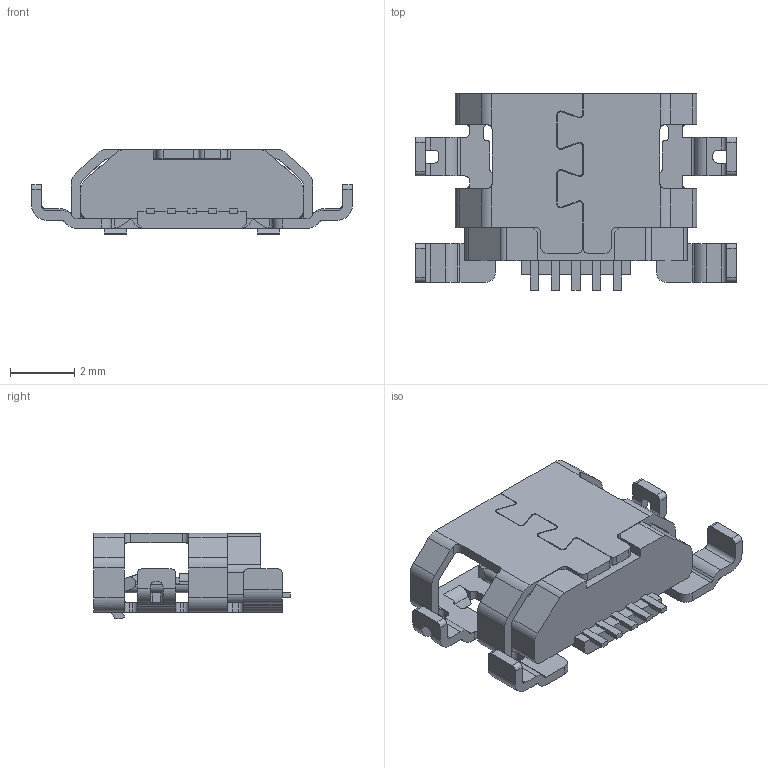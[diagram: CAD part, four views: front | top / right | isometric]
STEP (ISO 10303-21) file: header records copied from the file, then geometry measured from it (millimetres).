
FILE_DESCRIPTION(('CoCreate Modeling STEP Export'),'2;1');
FILE_NAME('010101010-298 沉板1.85 四脚插板式 无翻边.stp','2017-02-27T11:37:27',(''),(''),'CoCreate Modeling STEP processor for AP214 (Solid Model)','CoCreate Modeling 16.00 13-May-2008 (C) Parametric Technology GmbH','');
FILE_SCHEMA(('AUTOMOTIVE_DESIGN { 1 0 10303 214 1 1 1 1 }'));
Length unit declared in the file: millimetre
Products named in the file (6): 1.stp; 4DIP16HOUSING.1; 010101010-077; 3.10沉板1.85.stp.1.1; 沉板1.85.stp
Assembly tree (5 placements, depth 5):
  沉板1.85.stp
    沉板1.85.stp
      3.10沉板1.85.stp.1.1
        010101010-077
          4DIP16HOUSING.1
          1.stp
Bounding box: 9.95 x 6.1 x 2.65 mm (x, y, z)
Volume: 48.2 mm3; surface area: 266.8 mm2
Topology: 1 solids, 1 shells, 599 faces, 1726 edges, 1106 vertices
Faces by surface type: plane 387, cylinder 190, cone 16, bspline 4, torus 2
Entity records: 19648 total; most frequent: CARTESIAN_POINT 3804, ORIENTED_EDGE 3460, DIRECTION 3156, EDGE_CURVE 1726, VECTOR 1236, LINE 1236, VERTEX_POINT 1106, AXIS2_PLACEMENT_3D 960
